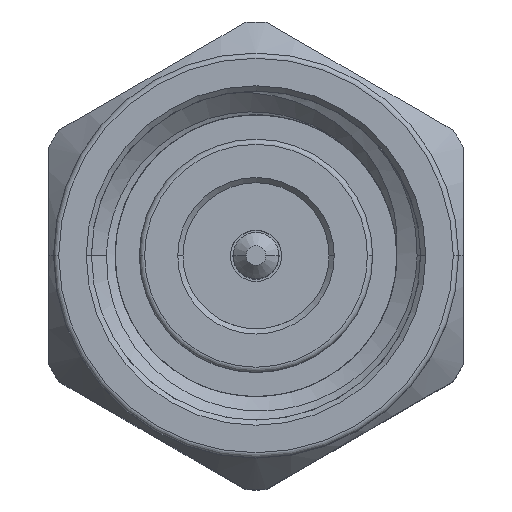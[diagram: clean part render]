
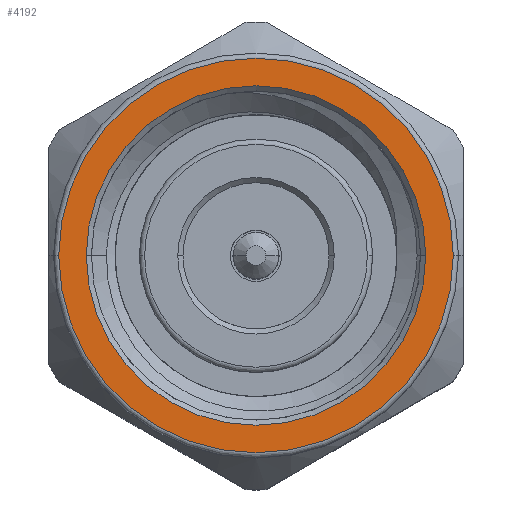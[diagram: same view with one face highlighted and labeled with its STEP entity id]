
A CAD part, top view. The second image highlights one B-rep face of the part: STEP entity #4192.
In plain terms, the highlighted face is planar.
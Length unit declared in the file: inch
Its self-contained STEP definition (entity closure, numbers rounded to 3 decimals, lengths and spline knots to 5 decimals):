
#35 = AXIS2_PLACEMENT_3D ( 'NONE', #2987, #804, #4389 ) ;
#195 = CARTESIAN_POINT ( 'NONE',  ( 0., 0., 0.14984 ) ) ;
#322 = EDGE_CURVE ( 'NONE', #5434, #3826, #4110, .T. ) ;
#557 = FACE_BOUND ( 'NONE', #1114, .T. ) ;
#600 = DIRECTION ( 'NONE',  ( 0., 0., -1. ) ) ;
#804 = DIRECTION ( 'NONE',  ( 1., 0., 0. ) ) ;
#1114 = EDGE_LOOP ( 'NONE', ( #3194, #2047 ) ) ;
#1256 = CARTESIAN_POINT ( 'NONE',  ( 0., 0., 0. ) ) ;
#1328 = CARTESIAN_POINT ( 'NONE',  ( 0., 0., 0. ) ) ;
#1355 = VERTEX_POINT ( 'NONE', #7398 ) ;
#1468 = CIRCLE ( 'NONE', #7710, 0.14984 ) ;
#1751 = AXIS2_PLACEMENT_3D ( 'NONE', #7164, #2745, #6554 ) ;
#2047 = ORIENTED_EDGE ( 'NONE', *, *, #3345, .T. ) ;
#2147 = DIRECTION ( 'NONE',  ( -1., 0., 0. ) ) ;
#2324 = CIRCLE ( 'NONE', #5854, 0.14984 ) ;
#2745 = DIRECTION ( 'NONE',  ( 1., 0., 0. ) ) ;
#2987 = CARTESIAN_POINT ( 'NONE',  ( 0., 0.125, 0. ) ) ;
#3194 = ORIENTED_EDGE ( 'NONE', *, *, #322, .T. ) ;
#3345 = EDGE_CURVE ( 'NONE', #3826, #5434, #7503, .T. ) ;
#3826 = VERTEX_POINT ( 'NONE', #5757 ) ;
#3836 = EDGE_CURVE ( 'NONE', #1355, #9489, #1468, .T. ) ;
#4110 = CIRCLE ( 'NONE', #1751, 0.12894 ) ;
#4192 = ADVANCED_FACE ( 'NONE', ( #557, #6207 ), #6737, .F. ) ;
#4389 = DIRECTION ( 'NONE',  ( 0., 0., -1. ) ) ;
#4645 = EDGE_LOOP ( 'NONE', ( #6630, #6335 ) ) ;
#5434 = VERTEX_POINT ( 'NONE', #5751 ) ;
#5589 = DIRECTION ( 'NONE',  ( 0., 0., -1. ) ) ;
#5751 = CARTESIAN_POINT ( 'NONE',  ( 0., 0., 0.12894 ) ) ;
#5757 = CARTESIAN_POINT ( 'NONE',  ( 0., 0., -0.12894 ) ) ;
#5854 = AXIS2_PLACEMENT_3D ( 'NONE', #1328, #2147, #8054 ) ;
#6207 = FACE_OUTER_BOUND ( 'NONE', #4645, .T. ) ;
#6256 = CARTESIAN_POINT ( 'NONE',  ( 0., 0., 0. ) ) ;
#6335 = ORIENTED_EDGE ( 'NONE', *, *, #8679, .T. ) ;
#6554 = DIRECTION ( 'NONE',  ( 0., 0., -1. ) ) ;
#6630 = ORIENTED_EDGE ( 'NONE', *, *, #3836, .T. ) ;
#6737 = PLANE ( 'NONE',  #35 ) ;
#7145 = DIRECTION ( 'NONE',  ( 1., 0., 0. ) ) ;
#7164 = CARTESIAN_POINT ( 'NONE',  ( 0., 0., 0. ) ) ;
#7398 = CARTESIAN_POINT ( 'NONE',  ( 0., 0., -0.14984 ) ) ;
#7503 = CIRCLE ( 'NONE', #8485, 0.12894 ) ;
#7710 = AXIS2_PLACEMENT_3D ( 'NONE', #1256, #7999, #600 ) ;
#7999 = DIRECTION ( 'NONE',  ( -1., 0., 0. ) ) ;
#8054 = DIRECTION ( 'NONE',  ( 0., 0., -1. ) ) ;
#8485 = AXIS2_PLACEMENT_3D ( 'NONE', #6256, #7145, #5589 ) ;
#8679 = EDGE_CURVE ( 'NONE', #9489, #1355, #2324, .T. ) ;
#9489 = VERTEX_POINT ( 'NONE', #195 ) ;
